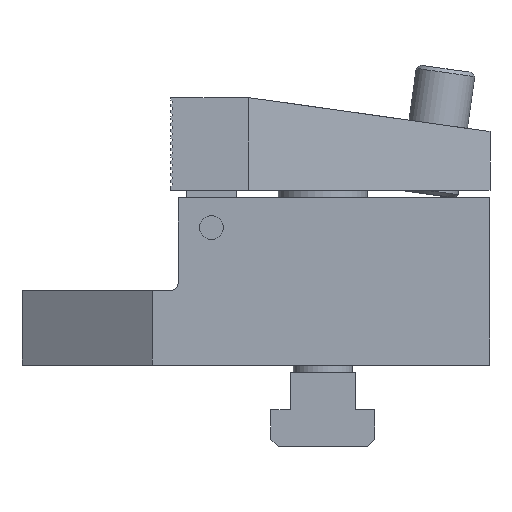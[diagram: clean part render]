
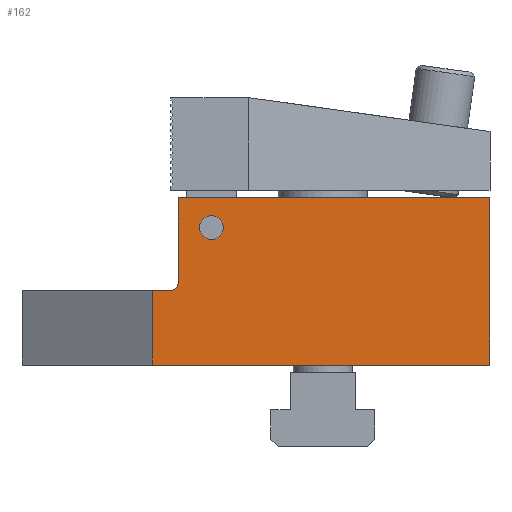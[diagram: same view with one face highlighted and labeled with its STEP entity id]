
A CAD part, front view. The second image highlights one B-rep face of the part: STEP entity #162.
In plain terms, the highlighted planar face has unit normal (0, -1, 0).
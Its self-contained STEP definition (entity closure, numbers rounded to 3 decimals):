
#162=ADVANCED_FACE('',(#417,#418),#419,.T.);
#417=FACE_BOUND('',#893,.T.);
#418=FACE_OUTER_BOUND('',#894,.T.);
#419=PLANE('',#895);
#893=EDGE_LOOP('',(#1489,#1490));
#894=EDGE_LOOP('',(#1491,#1492,#1493,#1494,#1495,#1496,#1497,#1498));
#895=AXIS2_PLACEMENT_3D('',#1499,#1500,#1501);
#1489=ORIENTED_EDGE('',*,*,#3306,.T.);
#1490=ORIENTED_EDGE('',*,*,#3247,.T.);
#1491=ORIENTED_EDGE('',*,*,#3302,.T.);
#1492=ORIENTED_EDGE('',*,*,#3280,.F.);
#1493=ORIENTED_EDGE('',*,*,#3307,.T.);
#1494=ORIENTED_EDGE('',*,*,#3308,.T.);
#1495=ORIENTED_EDGE('',*,*,#3292,.F.);
#1496=ORIENTED_EDGE('',*,*,#3249,.F.);
#1497=ORIENTED_EDGE('',*,*,#3291,.F.);
#1498=ORIENTED_EDGE('',*,*,#3289,.F.);
#1499=CARTESIAN_POINT('',(45.0,-34.0,0.0));
#1500=DIRECTION('',(0.0,-1.0,0.0));
#1501=DIRECTION('',(0.0,0.0,-1.0));
#3247=EDGE_CURVE('',#3866,#3870,#3872,.T.);
#3249=EDGE_CURVE('',#3873,#3876,#3877,.T.);
#3280=EDGE_CURVE('',#3927,#3929,#3930,.T.);
#3289=EDGE_CURVE('',#3944,#3936,#3946,.T.);
#3291=EDGE_CURVE('',#3936,#3873,#3948,.T.);
#3292=EDGE_CURVE('',#3876,#3949,#3950,.T.);
#3302=EDGE_CURVE('',#3944,#3929,#3965,.T.);
#3306=EDGE_CURVE('',#3870,#3866,#3970,.T.);
#3307=EDGE_CURVE('',#3927,#3971,#3972,.T.);
#3308=EDGE_CURVE('',#3971,#3949,#3973,.T.);
#3866=VERTEX_POINT('',#4890);
#3870=VERTEX_POINT('',#4895);
#3872=CIRCLE('',#4898,3.2);
#3873=VERTEX_POINT('',#4899);
#3876=VERTEX_POINT('',#4903);
#3877=CIRCLE('',#4904,2.0);
#3927=VERTEX_POINT('',#4967);
#3929=VERTEX_POINT('',#4970);
#3930=LINE('',#4971,#4972);
#3936=VERTEX_POINT('',#4980);
#3944=VERTEX_POINT('',#4992);
#3946=LINE('',#4995,#4996);
#3948=CIRCLE('',#4998,2.0);
#3949=VERTEX_POINT('',#4999);
#3950=LINE('',#5000,#5001);
#3965=LINE('',#5025,#5026);
#3970=CIRCLE('',#5033,3.2);
#3971=VERTEX_POINT('',#5034);
#3972=LINE('',#5035,#5036);
#3973=LINE('',#5037,#5038);
#4890=CARTESIAN_POINT('',(-26.8,-34.0,12.0));
#4895=CARTESIAN_POINT('',(-33.2,-34.0,12.0));
#4898=AXIS2_PLACEMENT_3D('',#6492,#6493,#6494);
#4899=CARTESIAN_POINT('',(-39.586,-34.0,-4.414));
#4903=CARTESIAN_POINT('',(-39.0,-34.,-3.));
#4904=AXIS2_PLACEMENT_3D('',#6496,#6497,#6498);
#4967=CARTESIAN_POINT('',(45.0,-34.0,-25.));
#4970=CARTESIAN_POINT('',(-45.868,-34.0,-25.0));
#4971=CARTESIAN_POINT('',(-49.5,-34.0,-25.0));
#4972=VECTOR('',#6561,10.0);
#4980=CARTESIAN_POINT('',(-41.0,-34.0,-5.));
#4992=CARTESIAN_POINT('',(-45.868,-34.0,-5.));
#4995=CARTESIAN_POINT('',(-28.5,-34.0,-5.));
#4996=VECTOR('',#6572,10.0);
#4998=AXIS2_PLACEMENT_3D('',#6576,#6577,#6578);
#4999=CARTESIAN_POINT('',(-39.0,-34.,20.0));
#5000=CARTESIAN_POINT('',(-39.0,-34.,0.0));
#5001=VECTOR('',#6579,20.0);
#5025=CARTESIAN_POINT('',(-45.868,-34.0,-12.5));
#5026=VECTOR('',#6589,10.0);
#5033=AXIS2_PLACEMENT_3D('',#6595,#6596,#6597);
#5034=CARTESIAN_POINT('',(45.0,-34.0,20.0));
#5035=CARTESIAN_POINT('',(45.0,-34.0,0.0));
#5036=VECTOR('',#6598,20.0);
#5037=CARTESIAN_POINT('',(45.0,-34.0,20.0));
#5038=VECTOR('',#6599,84.);
#6492=CARTESIAN_POINT('',(-30.0,-34.0,12.0));
#6493=DIRECTION('',(-0.0,1.0,0.0));
#6494=DIRECTION('',(1.0,0.0,0.0));
#6496=CARTESIAN_POINT('',(-41.0,-34.0,-3.));
#6497=DIRECTION('',(0.0,-1.0,0.0));
#6498=DIRECTION('',(0.707,0.0,-0.707));
#6561=DIRECTION('',(-1.0,0.0,0.));
#6572=DIRECTION('',(1.0,0.0,0.));
#6576=CARTESIAN_POINT('',(-41.0,-34.0,-3.));
#6577=DIRECTION('',(0.0,-1.0,0.0));
#6578=DIRECTION('',(0.707,0.0,-0.707));
#6579=DIRECTION('',(0.0,0.0,1.0));
#6589=DIRECTION('',(0.,-0.0,-1.0));
#6595=CARTESIAN_POINT('',(-30.0,-34.0,12.0));
#6596=DIRECTION('',(-0.0,1.0,0.0));
#6597=DIRECTION('',(1.0,0.0,0.0));
#6598=DIRECTION('',(0.0,0.0,1.0));
#6599=DIRECTION('',(-1.0,0.0,0.0));
